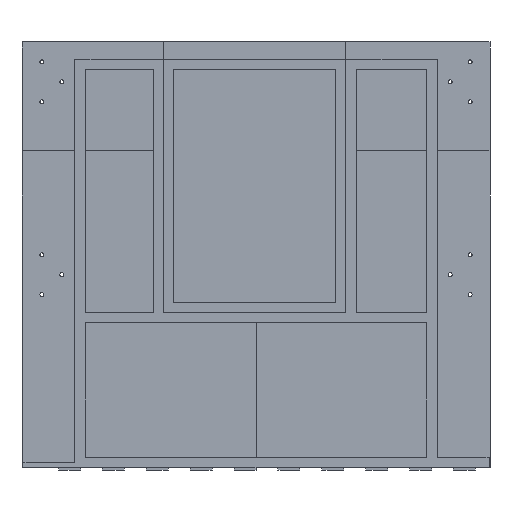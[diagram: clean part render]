
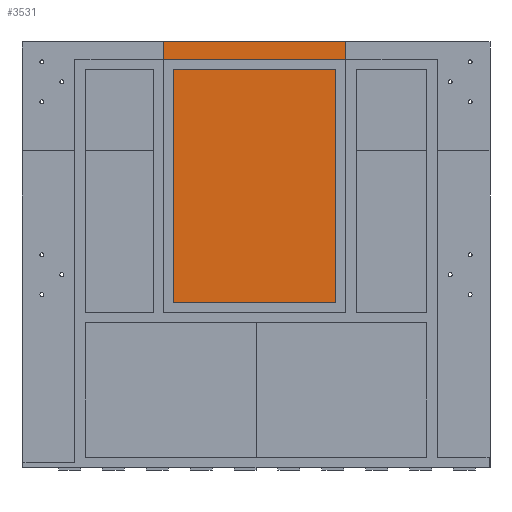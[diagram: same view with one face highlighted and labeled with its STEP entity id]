
A CAD part, front view. The second image highlights one B-rep face of the part: STEP entity #3531.
In plain terms, the highlighted planar face has unit normal (0, -1, 0).
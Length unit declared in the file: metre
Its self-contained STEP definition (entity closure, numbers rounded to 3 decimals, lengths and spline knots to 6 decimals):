
#10=CIRCLE('',#3780,0.003572);
#12=CIRCLE('',#3785,0.003572);
#14=CIRCLE('',#3789,0.003572);
#16=CIRCLE('',#3793,0.003572);
#18=CIRCLE('',#3796,0.003572);
#20=CIRCLE('',#3800,0.003572);
#22=CIRCLE('',#3803,0.003572);
#24=CIRCLE('',#3806,0.003572);
#452=ORIENTED_EDGE('',*,*,#1292,.F.);
#453=ORIENTED_EDGE('',*,*,#1296,.T.);
#454=ORIENTED_EDGE('',*,*,#1299,.F.);
#455=ORIENTED_EDGE('',*,*,#1308,.F.);
#456=ORIENTED_EDGE('',*,*,#1282,.F.);
#457=ORIENTED_EDGE('',*,*,#1286,.T.);
#458=ORIENTED_EDGE('',*,*,#1289,.F.);
#459=ORIENTED_EDGE('',*,*,#1306,.F.);
#460=ORIENTED_EDGE('',*,*,#1272,.F.);
#461=ORIENTED_EDGE('',*,*,#1276,.T.);
#462=ORIENTED_EDGE('',*,*,#1279,.T.);
#463=ORIENTED_EDGE('',*,*,#1304,.T.);
#464=ORIENTED_EDGE('',*,*,#1262,.T.);
#465=ORIENTED_EDGE('',*,*,#1266,.T.);
#466=ORIENTED_EDGE('',*,*,#1269,.F.);
#467=ORIENTED_EDGE('',*,*,#1302,.T.);
#468=ORIENTED_EDGE('',*,*,#1252,.F.);
#469=ORIENTED_EDGE('',*,*,#1256,.T.);
#470=ORIENTED_EDGE('',*,*,#1259,.T.);
#471=ORIENTED_EDGE('',*,*,#1310,.F.);
#1252=EDGE_CURVE('',#1718,#1719,#2090,.T.);
#1256=EDGE_CURVE('',#1718,#1722,#2094,.T.);
#1259=EDGE_CURVE('',#1722,#1724,#2097,.T.);
#1262=EDGE_CURVE('',#1726,#1727,#2100,.T.);
#1266=EDGE_CURVE('',#1727,#1730,#10,.T.);
#1269=EDGE_CURVE('',#1732,#1730,#2105,.T.);
#1272=EDGE_CURVE('',#1734,#1735,#2108,.T.);
#1276=EDGE_CURVE('',#1734,#1738,#12,.T.);
#1279=EDGE_CURVE('',#1738,#1740,#2113,.T.);
#1282=EDGE_CURVE('',#1742,#1743,#14,.T.);
#1286=EDGE_CURVE('',#1742,#1746,#2118,.T.);
#1289=EDGE_CURVE('',#1748,#1746,#16,.T.);
#1292=EDGE_CURVE('',#1750,#1751,#18,.T.);
#1296=EDGE_CURVE('',#1750,#1754,#2124,.T.);
#1299=EDGE_CURVE('',#1756,#1754,#20,.T.);
#1302=EDGE_CURVE('',#1732,#1726,#22,.T.);
#1304=EDGE_CURVE('',#1740,#1735,#24,.T.);
#1306=EDGE_CURVE('',#1743,#1748,#2128,.T.);
#1308=EDGE_CURVE('',#1751,#1756,#2130,.T.);
#1310=EDGE_CURVE('',#1719,#1724,#2132,.T.);
#1718=VERTEX_POINT('',#5184);
#1719=VERTEX_POINT('',#5185);
#1722=VERTEX_POINT('',#5193);
#1724=VERTEX_POINT('',#5199);
#1726=VERTEX_POINT('',#5205);
#1727=VERTEX_POINT('',#5206);
#1730=VERTEX_POINT('',#5214);
#1732=VERTEX_POINT('',#5220);
#1734=VERTEX_POINT('',#5226);
#1735=VERTEX_POINT('',#5227);
#1738=VERTEX_POINT('',#5235);
#1740=VERTEX_POINT('',#5241);
#1742=VERTEX_POINT('',#5247);
#1743=VERTEX_POINT('',#5248);
#1746=VERTEX_POINT('',#5256);
#1748=VERTEX_POINT('',#5262);
#1750=VERTEX_POINT('',#5268);
#1751=VERTEX_POINT('',#5269);
#1754=VERTEX_POINT('',#5277);
#1756=VERTEX_POINT('',#5283);
#2090=LINE('',#5183,#2500);
#2094=LINE('',#5192,#2504);
#2097=LINE('',#5198,#2507);
#2100=LINE('',#5204,#2510);
#2105=LINE('',#5219,#2515);
#2108=LINE('',#5225,#2518);
#2113=LINE('',#5240,#2523);
#2118=LINE('',#5255,#2528);
#2124=LINE('',#5276,#2534);
#2128=LINE('',#5294,#2538);
#2130=LINE('',#5297,#2540);
#2132=LINE('',#5300,#2542);
#2500=VECTOR('',#4191,1.);
#2504=VECTOR('',#4197,1.);
#2507=VECTOR('',#4202,1.);
#2510=VECTOR('',#4207,1.);
#2515=VECTOR('',#4220,1.);
#2518=VECTOR('',#4225,1.);
#2523=VECTOR('',#4238,1.);
#2528=VECTOR('',#4251,1.);
#2534=VECTOR('',#4271,1.);
#2538=VECTOR('',#4295,1.);
#2540=VECTOR('',#4299,1.);
#2542=VECTOR('',#4303,1.);
#2883=EDGE_LOOP('',(#452,#453,#454,#455));
#2884=EDGE_LOOP('',(#456,#457,#458,#459));
#2885=EDGE_LOOP('',(#460,#461,#462,#463));
#2886=EDGE_LOOP('',(#464,#465,#466,#467));
#2887=EDGE_LOOP('',(#468,#469,#470,#471));
#3143=FACE_BOUND('',#2883,.T.);
#3144=FACE_BOUND('',#2884,.T.);
#3145=FACE_BOUND('',#2885,.T.);
#3146=FACE_BOUND('',#2886,.T.);
#3147=FACE_BOUND('',#2887,.T.);
#3383=PLANE('',#3812);
#3531=ADVANCED_FACE('',(#3143,#3144,#3145,#3146,#3147),#3383,.T.);
#3780=AXIS2_PLACEMENT_3D('',#5213,#4213,#4214);
#3785=AXIS2_PLACEMENT_3D('',#5234,#4231,#4232);
#3789=AXIS2_PLACEMENT_3D('',#5246,#4243,#4244);
#3793=AXIS2_PLACEMENT_3D('',#5261,#4256,#4257);
#3796=AXIS2_PLACEMENT_3D('',#5267,#4263,#4264);
#3800=AXIS2_PLACEMENT_3D('',#5282,#4276,#4277);
#3803=AXIS2_PLACEMENT_3D('',#5288,#4283,#4284);
#3806=AXIS2_PLACEMENT_3D('',#5291,#4289,#4290);
#3812=AXIS2_PLACEMENT_3D('',#5303,#4307,#4308);
#4191=DIRECTION('',(1.,0.,0.));
#4197=DIRECTION('',(0.,0.,-1.));
#4202=DIRECTION('',(1.,0.,0.));
#4207=DIRECTION('',(0.,0.,1.));
#4213=DIRECTION('',(0.,1.,0.));
#4214=DIRECTION('',(0.,0.,-1.));
#4220=DIRECTION('',(0.,0.,1.));
#4225=DIRECTION('',(0.,0.,-1.));
#4231=DIRECTION('',(0.,1.,0.));
#4232=DIRECTION('',(0.,0.,-1.));
#4238=DIRECTION('',(0.,0.,-1.));
#4243=DIRECTION('',(0.,-1.,0.));
#4244=DIRECTION('',(0.,0.,-1.));
#4251=DIRECTION('',(0.,0.,1.));
#4256=DIRECTION('',(0.,-1.,0.));
#4257=DIRECTION('',(0.,0.,-1.));
#4263=DIRECTION('',(0.,-1.,0.));
#4264=DIRECTION('',(0.,0.,-1.));
#4271=DIRECTION('',(0.,0.,-1.));
#4276=DIRECTION('',(0.,-1.,0.));
#4277=DIRECTION('',(0.,0.,-1.));
#4283=DIRECTION('',(0.,1.,0.));
#4284=DIRECTION('',(0.,0.,-1.));
#4289=DIRECTION('',(0.,1.,0.));
#4290=DIRECTION('',(0.,0.,-1.));
#4295=DIRECTION('',(0.,0.,1.));
#4299=DIRECTION('',(0.,0.,-1.));
#4303=DIRECTION('',(0.,0.,-1.));
#4307=DIRECTION('',(0.,-1.,0.));
#4308=DIRECTION('',(1.,0.,0.));
#5183=CARTESIAN_POINT('',(-0.028053,0.,1.026616));
#5184=CARTESIAN_POINT('',(-0.256653,0.,1.026616));
#5185=CARTESIAN_POINT('',(0.200547,0.,1.026616));
#5192=CARTESIAN_POINT('',(-0.256653,0.,0.890041));
#5193=CARTESIAN_POINT('',(-0.256653,0.,0.348753));
#5198=CARTESIAN_POINT('',(-0.140766,0.,0.348753));
#5199=CARTESIAN_POINT('',(0.200547,0.,0.348753));
#5204=CARTESIAN_POINT('',(-0.201796,0.,0.361453));
#5205=CARTESIAN_POINT('',(-0.201796,0.,0.357884));
#5206=CARTESIAN_POINT('',(-0.201796,0.,0.365023));
#5213=CARTESIAN_POINT('',(-0.198224,0.,0.365023));
#5214=CARTESIAN_POINT('',(-0.194652,0.,0.365023));
#5219=CARTESIAN_POINT('',(-0.194652,0.,0.361446));
#5220=CARTESIAN_POINT('',(-0.194652,0.,0.35787));
#5225=CARTESIAN_POINT('',(0.138546,0.,0.971091));
#5226=CARTESIAN_POINT('',(0.138546,0.,0.974668));
#5227=CARTESIAN_POINT('',(0.138546,0.,0.967515));
#5234=CARTESIAN_POINT('',(0.142118,0.,0.97466));
#5235=CARTESIAN_POINT('',(0.14569,0.,0.974653));
#5240=CARTESIAN_POINT('',(0.14569,0.,0.971084));
#5241=CARTESIAN_POINT('',(0.14569,0.,0.967515));
#5246=CARTESIAN_POINT('',(0.142118,0.,0.357884));
#5247=CARTESIAN_POINT('',(0.138546,0.,0.357877));
#5248=CARTESIAN_POINT('',(0.14569,0.,0.357891));
#5255=CARTESIAN_POINT('',(0.138546,0.,0.361453));
#5256=CARTESIAN_POINT('',(0.138546,0.,0.36503));
#5261=CARTESIAN_POINT('',(0.142118,0.,0.36503));
#5262=CARTESIAN_POINT('',(0.14569,0.,0.36503));
#5267=CARTESIAN_POINT('',(-0.198224,0.,0.974668));
#5268=CARTESIAN_POINT('',(-0.194652,0.,0.974668));
#5269=CARTESIAN_POINT('',(-0.201796,0.,0.974653));
#5276=CARTESIAN_POINT('',(-0.194652,0.,0.971091));
#5277=CARTESIAN_POINT('',(-0.194652,0.,0.967515));
#5282=CARTESIAN_POINT('',(-0.198224,0.,0.967515));
#5283=CARTESIAN_POINT('',(-0.201796,0.,0.967515));
#5288=CARTESIAN_POINT('',(-0.198224,0.,0.35787));
#5291=CARTESIAN_POINT('',(0.142118,0.,0.967515));
#5294=CARTESIAN_POINT('',(0.14569,0.,0.36146));
#5297=CARTESIAN_POINT('',(-0.201796,0.,0.971084));
#5300=CARTESIAN_POINT('',(0.200547,0.,0.55111));
#5303=CARTESIAN_POINT('',(-0.276005,0.,0.485608));
